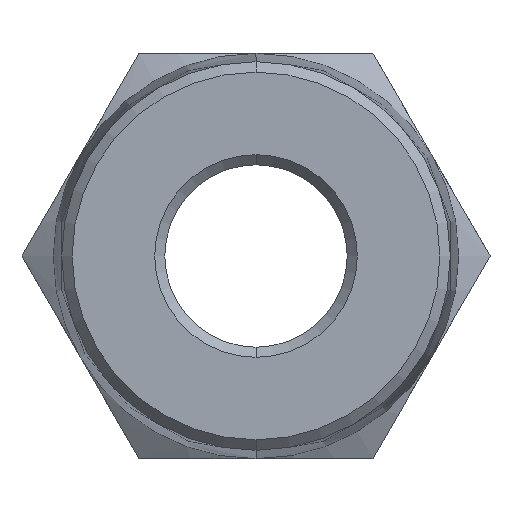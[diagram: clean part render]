
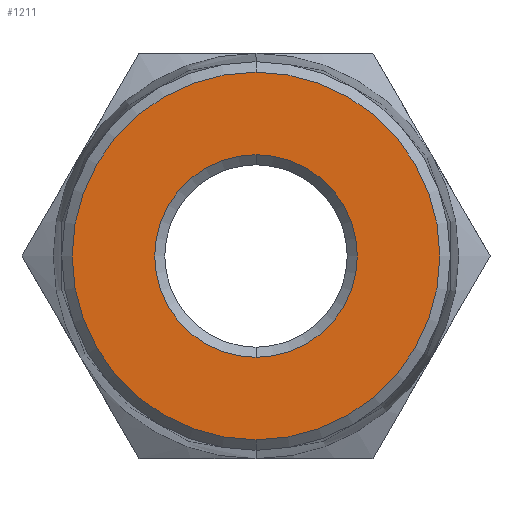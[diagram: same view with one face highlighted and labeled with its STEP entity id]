
A CAD part, front view. The second image highlights one B-rep face of the part: STEP entity #1211.
In plain terms, the highlighted planar face has unit normal (0, -1, 0).
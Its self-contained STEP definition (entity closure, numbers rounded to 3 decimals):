
#2 = CARTESIAN_POINT ( 'NONE',  ( 0., -28.3, -2.5 ) ) ;
#97 = DIRECTION ( 'NONE',  ( 0., 1., 0. ) ) ;
#106 = FACE_BOUND ( 'NONE', #998, .T. ) ;
#142 = VERTEX_POINT ( 'NONE', #1503 ) ;
#205 = EDGE_CURVE ( 'NONE', #759, #800, #1096, .T. ) ;
#409 = EDGE_CURVE ( 'NONE', #653, #142, #808, .T. ) ;
#472 = EDGE_LOOP ( 'NONE', ( #1270, #855 ) ) ;
#483 = DIRECTION ( 'NONE',  ( 0., 0., -1. ) ) ;
#534 = PLANE ( 'NONE',  #1033 ) ;
#555 = CARTESIAN_POINT ( 'NONE',  ( -4.786, -28.3, 0. ) ) ;
#578 = DIRECTION ( 'NONE',  ( 0., -1., 0. ) ) ;
#583 = DIRECTION ( 'NONE',  ( 0., 0., -1. ) ) ;
#621 = AXIS2_PLACEMENT_3D ( 'NONE', #1279, #1295, #1053 ) ;
#653 = VERTEX_POINT ( 'NONE', #1013 ) ;
#723 = CIRCLE ( 'NONE', #621, 4.536 ) ;
#747 = EDGE_CURVE ( 'NONE', #800, #759, #773, .T. ) ;
#759 = VERTEX_POINT ( 'NONE', #1478 ) ;
#773 = CIRCLE ( 'NONE', #972, 2.5 ) ;
#800 = VERTEX_POINT ( 'NONE', #2 ) ;
#808 = CIRCLE ( 'NONE', #1042, 4.536 ) ;
#848 = DIRECTION ( 'NONE',  ( 0., -1., 0. ) ) ;
#855 = ORIENTED_EDGE ( 'NONE', *, *, #964, .T. ) ;
#869 = FACE_OUTER_BOUND ( 'NONE', #472, .T. ) ;
#881 = AXIS2_PLACEMENT_3D ( 'NONE', #1115, #97, #483 ) ;
#964 = EDGE_CURVE ( 'NONE', #142, #653, #723, .T. ) ;
#972 = AXIS2_PLACEMENT_3D ( 'NONE', #1457, #1463, #1448 ) ;
#998 = EDGE_LOOP ( 'NONE', ( #1142, #1357 ) ) ;
#1013 = CARTESIAN_POINT ( 'NONE',  ( 0., -28.3, 4.536 ) ) ;
#1033 = AXIS2_PLACEMENT_3D ( 'NONE', #555, #578, #583 ) ;
#1042 = AXIS2_PLACEMENT_3D ( 'NONE', #1164, #848, #1429 ) ;
#1053 = DIRECTION ( 'NONE',  ( 0., 0., -1. ) ) ;
#1096 = CIRCLE ( 'NONE', #881, 2.5 ) ;
#1115 = CARTESIAN_POINT ( 'NONE',  ( 0., -28.3, 0. ) ) ;
#1142 = ORIENTED_EDGE ( 'NONE', *, *, #747, .T. ) ;
#1164 = CARTESIAN_POINT ( 'NONE',  ( 0., -28.3, 0. ) ) ;
#1211 = ADVANCED_FACE ( 'NONE', ( #869, #106 ), #534, .T. ) ;
#1270 = ORIENTED_EDGE ( 'NONE', *, *, #409, .T. ) ;
#1279 = CARTESIAN_POINT ( 'NONE',  ( 0., -28.3, 0. ) ) ;
#1295 = DIRECTION ( 'NONE',  ( 0., -1., 0. ) ) ;
#1357 = ORIENTED_EDGE ( 'NONE', *, *, #205, .T. ) ;
#1429 = DIRECTION ( 'NONE',  ( 0., 0., -1. ) ) ;
#1448 = DIRECTION ( 'NONE',  ( 0., 0., -1. ) ) ;
#1457 = CARTESIAN_POINT ( 'NONE',  ( 0., -28.3, 0. ) ) ;
#1463 = DIRECTION ( 'NONE',  ( 0., 1., 0. ) ) ;
#1478 = CARTESIAN_POINT ( 'NONE',  ( 0., -28.3, 2.5 ) ) ;
#1503 = CARTESIAN_POINT ( 'NONE',  ( 0., -28.3, -4.536 ) ) ;
